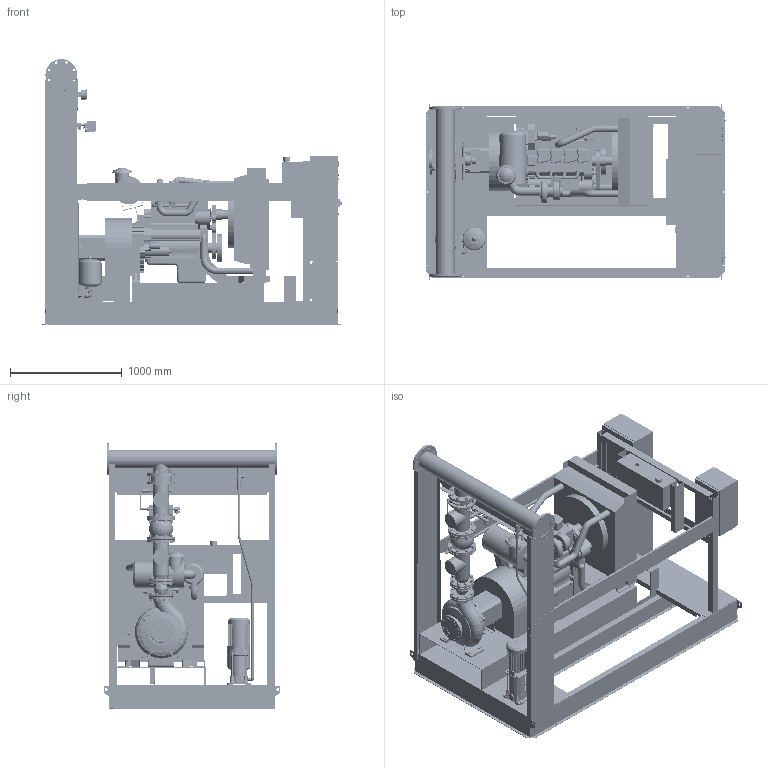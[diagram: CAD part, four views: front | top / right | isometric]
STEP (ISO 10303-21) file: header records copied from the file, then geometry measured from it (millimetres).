
FILE_DESCRIPTION((''),'2;1');
FILE_NAME('3d_SiFire-EN-100_315-272-145_1.5DJ-4183916.stp','2015-05-26T10:12:12',(''),(''),'Mechanical Desktop 2009','Mechanical Desktop 2009',', , ');
FILE_SCHEMA(('CONFIG_CONTROL_DESIGN'));
Length unit declared in the file: millimetre
Products named in the file (1): Product
Bounding box: 2685.5 x 1582 x 2379.5 mm (x, y, z)
Volume: 792065166.8 mm3; surface area: 47561430.9 mm2
Topology: 219 solids, 219 shells, 5630 faces, 13745 edges, 8663 vertices
Faces by surface type: plane 2159, bspline 1449, cylinder 1244, cone 580, torus 168, sphere 30
Full cylindrical faces by diameter (mm): 359 x1
Entity records: 179887 total; most frequent: CARTESIAN_POINT 53650, ORIENTED_EDGE 27418, DIRECTION 24619, EDGE_CURVE 13709, VERTEX_POINT 8662, AXIS2_PLACEMENT_3D 8593, VECTOR 7433, LINE 7433
